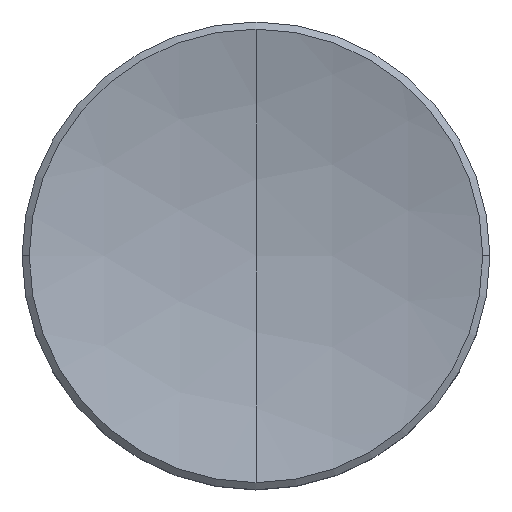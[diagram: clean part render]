
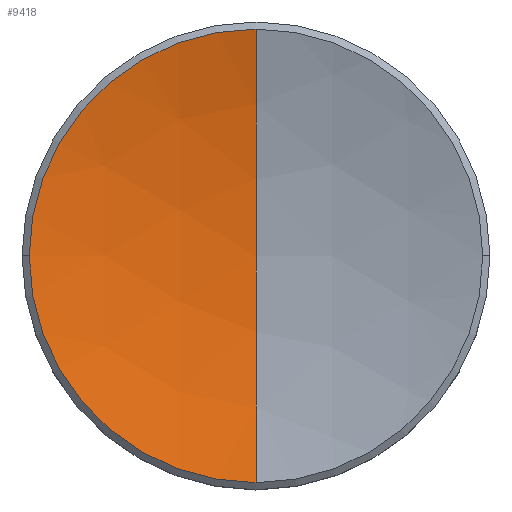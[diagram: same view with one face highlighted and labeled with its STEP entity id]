
A CAD part, top view. The second image highlights one B-rep face of the part: STEP entity #9418.
In plain terms, the highlighted spherical face has radius 24 mm.
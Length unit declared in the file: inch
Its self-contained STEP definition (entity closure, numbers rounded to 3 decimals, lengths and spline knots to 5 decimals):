
#565 = FACE_OUTER_BOUND ( 'NONE', #9416, .T. ) ;
#572 = CARTESIAN_POINT ( 'NONE',  ( 0., 0., 0.05906 ) ) ;
#592 = DIRECTION ( 'NONE',  ( 0., 0., 1. ) ) ;
#593 = CARTESIAN_POINT ( 'NONE',  ( 0., -0.24237, 0.09067 ) ) ;
#675 = DIRECTION ( 'NONE',  ( -1., 0., 0. ) ) ;
#676 = AXIS2_PLACEMENT_3D ( 'NONE', #686, #675, #592 ) ;
#677 = CIRCLE ( 'NONE', #676, 0.94488 ) ;
#686 = CARTESIAN_POINT ( 'NONE',  ( 0., 0., 1.00394 ) ) ;
#5384 = DIRECTION ( 'NONE',  ( 0., 1., 0. ) ) ;
#5385 = SPHERICAL_SURFACE ( 'NONE', #5392, 0.94488 ) ;
#5390 = DIRECTION ( 'NONE',  ( 1., 0., 0. ) ) ;
#5391 = CARTESIAN_POINT ( 'NONE',  ( 0., 0., 1.00394 ) ) ;
#5392 = AXIS2_PLACEMENT_3D ( 'NONE', #5391, #5390, #5384 ) ;
#5431 = CARTESIAN_POINT ( 'NONE',  ( -0.24237, 0., 0.09067 ) ) ;
#5596 = DIRECTION ( 'NONE',  ( 0., 0., 1. ) ) ;
#5599 = AXIS2_PLACEMENT_3D ( 'NONE', #5605, #5596, #5601 ) ;
#5600 = CIRCLE ( 'NONE', #5599, 0.24237 ) ;
#5601 = DIRECTION ( 'NONE',  ( 1., 0., 0. ) ) ;
#5605 = CARTESIAN_POINT ( 'NONE',  ( 0., 0., 0.09067 ) ) ;
#6218 = DIRECTION ( 'NONE',  ( 0., 1., 0. ) ) ;
#6219 = DIRECTION ( 'NONE',  ( 1., 0., 0. ) ) ;
#6254 = DIRECTION ( 'NONE',  ( 1., 0., 0. ) ) ;
#6255 = DIRECTION ( 'NONE',  ( 0., 0., 1. ) ) ;
#6256 = CARTESIAN_POINT ( 'NONE',  ( 0., 0., 0.09067 ) ) ;
#6257 = AXIS2_PLACEMENT_3D ( 'NONE', #6256, #6255, #6254 ) ;
#6258 = CIRCLE ( 'NONE', #6257, 0.24237 ) ;
#6296 = CARTESIAN_POINT ( 'NONE',  ( 0., 0., 1.00394 ) ) ;
#6297 = AXIS2_PLACEMENT_3D ( 'NONE', #6296, #6219, #6218 ) ;
#6298 = CIRCLE ( 'NONE', #6297, 0.94488 ) ;
#7134 = CARTESIAN_POINT ( 'NONE',  ( 0., 0.24237, 0.09067 ) ) ;
#9408 = EDGE_CURVE ( 'NONE', #9576, #9412, #677, .T. ) ;
#9409 = VERTEX_POINT ( 'NONE', #593 ) ;
#9410 = ORIENTED_EDGE ( 'NONE', *, *, #9408, .F. ) ;
#9412 = VERTEX_POINT ( 'NONE', #572 ) ;
#9413 = ORIENTED_EDGE ( 'NONE', *, *, #9508, .T. ) ;
#9415 = ORIENTED_EDGE ( 'NONE', *, *, #9437, .T. ) ;
#9416 = EDGE_LOOP ( 'NONE', ( #9415, #9413, #9506, #9410 ) ) ;
#9418 = ADVANCED_FACE ( 'NONE', ( #565 ), #5385, .F. ) ;
#9433 = VERTEX_POINT ( 'NONE', #5431 ) ;
#9437 = EDGE_CURVE ( 'NONE', #9576, #9433, #5600, .T. ) ;
#9498 = EDGE_CURVE ( 'NONE', #9409, #9412, #6298, .T. ) ;
#9506 = ORIENTED_EDGE ( 'NONE', *, *, #9498, .T. ) ;
#9508 = EDGE_CURVE ( 'NONE', #9433, #9409, #6258, .T. ) ;
#9576 = VERTEX_POINT ( 'NONE', #7134 ) ;
